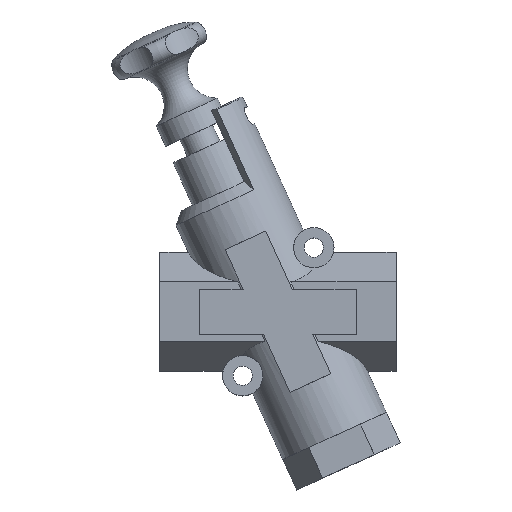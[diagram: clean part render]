
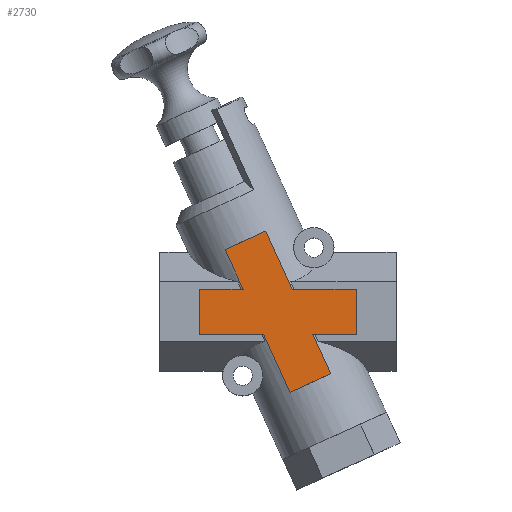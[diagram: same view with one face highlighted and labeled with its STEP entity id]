
A CAD part, top view. The second image highlights one B-rep face of the part: STEP entity #2730.
In plain terms, the highlighted planar face has unit normal (0, 0, 1).
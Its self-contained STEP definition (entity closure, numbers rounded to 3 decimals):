
#51=PLANE('',#2923);
#153=LINE('',#3961,#305);
#159=LINE('',#3973,#311);
#161=LINE('',#3977,#313);
#167=LINE('',#3989,#319);
#220=LINE('',#4127,#372);
#221=LINE('',#4129,#373);
#222=LINE('',#4131,#374);
#223=LINE('',#4132,#375);
#224=LINE('',#4133,#376);
#225=LINE('',#4135,#377);
#226=LINE('',#4136,#378);
#227=LINE('',#4138,#379);
#228=LINE('',#4139,#380);
#229=LINE('',#4140,#381);
#305=VECTOR('',#3183,1000.);
#311=VECTOR('',#3191,1000.);
#313=VECTOR('',#3195,1000.);
#319=VECTOR('',#3203,1000.);
#372=VECTOR('',#3350,1000.);
#373=VECTOR('',#3351,1000.);
#374=VECTOR('',#3352,1000.);
#375=VECTOR('',#3353,1000.);
#376=VECTOR('',#3354,1000.);
#377=VECTOR('',#3355,1000.);
#378=VECTOR('',#3356,1000.);
#379=VECTOR('',#3357,1000.);
#380=VECTOR('',#3358,1000.);
#381=VECTOR('',#3359,1000.);
#759=ORIENTED_EDGE('',*,*,#1232,.T.);
#760=ORIENTED_EDGE('',*,*,#1233,.T.);
#761=ORIENTED_EDGE('',*,*,#1234,.T.);
#762=ORIENTED_EDGE('',*,*,#1162,.T.);
#763=ORIENTED_EDGE('',*,*,#1235,.T.);
#764=ORIENTED_EDGE('',*,*,#1156,.T.);
#765=ORIENTED_EDGE('',*,*,#1236,.T.);
#766=ORIENTED_EDGE('',*,*,#1237,.T.);
#767=ORIENTED_EDGE('',*,*,#1238,.T.);
#768=ORIENTED_EDGE('',*,*,#1239,.T.);
#769=ORIENTED_EDGE('',*,*,#1154,.T.);
#770=ORIENTED_EDGE('',*,*,#1240,.T.);
#771=ORIENTED_EDGE('',*,*,#1148,.T.);
#772=ORIENTED_EDGE('',*,*,#1241,.T.);
#1148=EDGE_CURVE('',#1424,#1423,#153,.T.);
#1154=EDGE_CURVE('',#1426,#1428,#159,.T.);
#1156=EDGE_CURVE('',#1430,#1429,#161,.T.);
#1162=EDGE_CURVE('',#1432,#1434,#167,.T.);
#1232=EDGE_CURVE('',#1473,#1347,#220,.T.);
#1233=EDGE_CURVE('',#1347,#1474,#221,.T.);
#1234=EDGE_CURVE('',#1474,#1432,#222,.T.);
#1235=EDGE_CURVE('',#1434,#1430,#223,.T.);
#1236=EDGE_CURVE('',#1429,#1475,#224,.T.);
#1237=EDGE_CURVE('',#1475,#1394,#225,.T.);
#1238=EDGE_CURVE('',#1394,#1476,#226,.T.);
#1239=EDGE_CURVE('',#1476,#1426,#227,.T.);
#1240=EDGE_CURVE('',#1428,#1424,#228,.T.);
#1241=EDGE_CURVE('',#1423,#1473,#229,.T.);
#1347=VERTEX_POINT('',#3721);
#1394=VERTEX_POINT('',#3900);
#1423=VERTEX_POINT('',#3960);
#1424=VERTEX_POINT('',#3962);
#1426=VERTEX_POINT('',#3968);
#1428=VERTEX_POINT('',#3972);
#1429=VERTEX_POINT('',#3976);
#1430=VERTEX_POINT('',#3978);
#1432=VERTEX_POINT('',#3984);
#1434=VERTEX_POINT('',#3988);
#1473=VERTEX_POINT('',#4128);
#1474=VERTEX_POINT('',#4130);
#1475=VERTEX_POINT('',#4134);
#1476=VERTEX_POINT('',#4137);
#1631=EDGE_LOOP('',(#759,#760,#761,#762,#763,#764,#765,#766,#767,#768,#769,
#770,#771,#772));
#1780=FACE_BOUND('',#1631,.T.);
#2730=ADVANCED_FACE('',(#1780),#51,.T.);
#2923=AXIS2_PLACEMENT_3D('',#4126,#3348,#3349);
#3183=DIRECTION('',(-1.,0.,0.));
#3191=DIRECTION('',(1.,0.,0.));
#3195=DIRECTION('',(1.,0.,0.));
#3203=DIRECTION('',(-1.,0.,0.));
#3348=DIRECTION('',(0.,0.,1.));
#3349=DIRECTION('',(1.,0.,0.));
#3350=DIRECTION('',(-0.91,-0.415,0.));
#3351=DIRECTION('',(-0.91,-0.415,0.));
#3352=DIRECTION('',(0.415,-0.91,0.));
#3353=DIRECTION('',(0.,-1.,0.));
#3354=DIRECTION('',(0.415,-0.91,0.));
#3355=DIRECTION('',(0.91,0.415,0.));
#3356=DIRECTION('',(0.91,0.415,0.));
#3357=DIRECTION('',(-0.415,0.91,0.));
#3358=DIRECTION('',(0.,1.,0.));
#3359=DIRECTION('',(-0.415,0.91,0.));
#3721=CARTESIAN_POINT('',(-14.514,31.849,25.4));
#3900=CARTESIAN_POINT('',(14.514,-31.849,25.4));
#3960=CARTESIAN_POINT('',(6.432,10.,25.4));
#3961=CARTESIAN_POINT('',(35.,10.,25.4));
#3962=CARTESIAN_POINT('',(35.,10.,25.4));
#3968=CARTESIAN_POINT('',(15.547,-10.,25.4));
#3972=CARTESIAN_POINT('',(35.,-10.,25.4));
#3973=CARTESIAN_POINT('',(-35.,-10.,25.4));
#3976=CARTESIAN_POINT('',(-6.432,-10.,25.4));
#3977=CARTESIAN_POINT('',(-35.,-10.,25.4));
#3978=CARTESIAN_POINT('',(-35.,-10.,25.4));
#3984=CARTESIAN_POINT('',(-15.547,10.,25.4));
#3988=CARTESIAN_POINT('',(-35.,10.,25.4));
#3989=CARTESIAN_POINT('',(35.,10.,25.4));
#4126=CARTESIAN_POINT('',(0.,0.,25.4));
#4127=CARTESIAN_POINT('',(-5.415,35.996,25.4));
#4128=CARTESIAN_POINT('',(-5.415,35.996,25.4));
#4129=CARTESIAN_POINT('',(-5.415,35.996,25.4));
#4130=CARTESIAN_POINT('',(-23.614,27.702,25.4));
#4131=CARTESIAN_POINT('',(-23.614,27.702,25.4));
#4132=CARTESIAN_POINT('',(-35.,10.,25.4));
#4133=CARTESIAN_POINT('',(-23.614,27.702,25.4));
#4134=CARTESIAN_POINT('',(5.415,-35.996,25.4));
#4135=CARTESIAN_POINT('',(5.415,-35.996,25.4));
#4136=CARTESIAN_POINT('',(5.415,-35.996,25.4));
#4137=CARTESIAN_POINT('',(23.614,-27.702,25.4));
#4138=CARTESIAN_POINT('',(23.614,-27.702,25.4));
#4139=CARTESIAN_POINT('',(35.,-10.,25.4));
#4140=CARTESIAN_POINT('',(23.614,-27.702,25.4));
